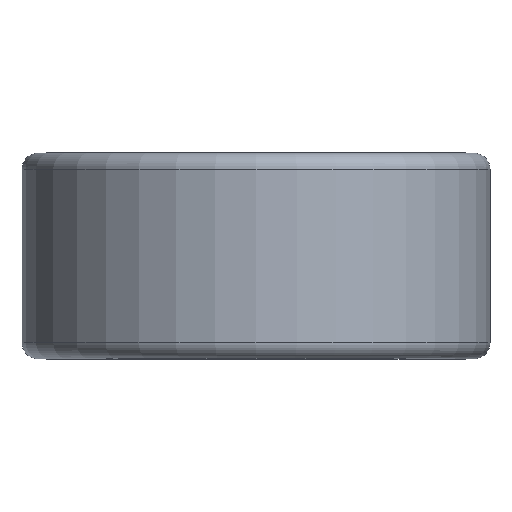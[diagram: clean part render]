
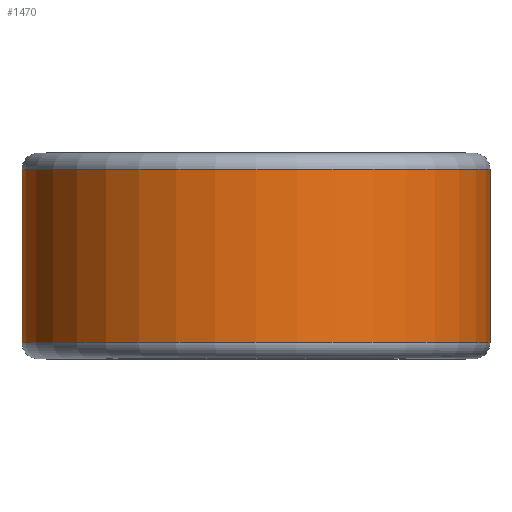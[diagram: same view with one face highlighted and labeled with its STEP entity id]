
A CAD part, top view. The second image highlights one B-rep face of the part: STEP entity #1470.
In plain terms, the highlighted cylindrical face has radius 14.325 mm (diameter 28.65 mm), a full revolution.
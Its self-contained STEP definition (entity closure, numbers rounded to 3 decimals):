
#91=CIRCLE('',#1560,14.325);
#92=CIRCLE('',#1561,14.325);
#93=CIRCLE('',#1563,14.325);
#94=CIRCLE('',#1564,14.325);
#185=FACE_OUTER_BOUND('',#259,.T.);
#259=EDGE_LOOP('',(#1137,#1138,#1139,#1140,#1141,#1142));
#354=LINE('',#3960,#432);
#432=VECTOR('',#1756,14.325);
#683=VERTEX_POINT('',#3953);
#684=VERTEX_POINT('',#3955);
#685=VERTEX_POINT('',#3959);
#686=VERTEX_POINT('',#3961);
#874=EDGE_CURVE('',#683,#684,#91,.T.);
#875=EDGE_CURVE('',#684,#683,#92,.T.);
#876=EDGE_CURVE('',#684,#685,#354,.T.);
#877=EDGE_CURVE('',#686,#685,#93,.T.);
#878=EDGE_CURVE('',#685,#686,#94,.T.);
#1137=ORIENTED_EDGE('',*,*,#875,.F.);
#1138=ORIENTED_EDGE('',*,*,#876,.T.);
#1139=ORIENTED_EDGE('',*,*,#877,.F.);
#1140=ORIENTED_EDGE('',*,*,#878,.F.);
#1141=ORIENTED_EDGE('',*,*,#876,.F.);
#1142=ORIENTED_EDGE('',*,*,#874,.F.);
#1411=CYLINDRICAL_SURFACE('',#1562,14.325);
#1470=ADVANCED_FACE('',(#185),#1411,.T.);
#1560=AXIS2_PLACEMENT_3D('',#3956,#1750,#1751);
#1561=AXIS2_PLACEMENT_3D('',#3957,#1752,#1753);
#1562=AXIS2_PLACEMENT_3D('',#3958,#1754,#1755);
#1563=AXIS2_PLACEMENT_3D('',#3962,#1757,#1758);
#1564=AXIS2_PLACEMENT_3D('',#3963,#1759,#1760);
#1750=DIRECTION('center_axis',(0.,1.,0.));
#1751=DIRECTION('ref_axis',(1.,0.,0.));
#1752=DIRECTION('center_axis',(0.,1.,0.));
#1753=DIRECTION('ref_axis',(1.,0.,0.));
#1754=DIRECTION('center_axis',(0.,1.,0.));
#1755=DIRECTION('ref_axis',(1.,0.,0.));
#1756=DIRECTION('',(0.,-1.,0.));
#1757=DIRECTION('center_axis',(0.,-1.,0.));
#1758=DIRECTION('ref_axis',(1.,0.,0.));
#1759=DIRECTION('center_axis',(0.,-1.,0.));
#1760=DIRECTION('ref_axis',(1.,0.,0.));
#3953=CARTESIAN_POINT('',(0.,11.6,-14.325));
#3955=CARTESIAN_POINT('',(-14.325,11.6,0.));
#3956=CARTESIAN_POINT('Origin',(0.,11.6,0.));
#3957=CARTESIAN_POINT('Origin',(0.,11.6,0.));
#3958=CARTESIAN_POINT('Origin',(0.,0.,0.));
#3959=CARTESIAN_POINT('',(-14.325,1.,0.));
#3960=CARTESIAN_POINT('',(-14.325,0.,0.));
#3961=CARTESIAN_POINT('',(0.,1.,-14.325));
#3962=CARTESIAN_POINT('Origin',(0.,1.,0.));
#3963=CARTESIAN_POINT('Origin',(0.,1.,0.));
